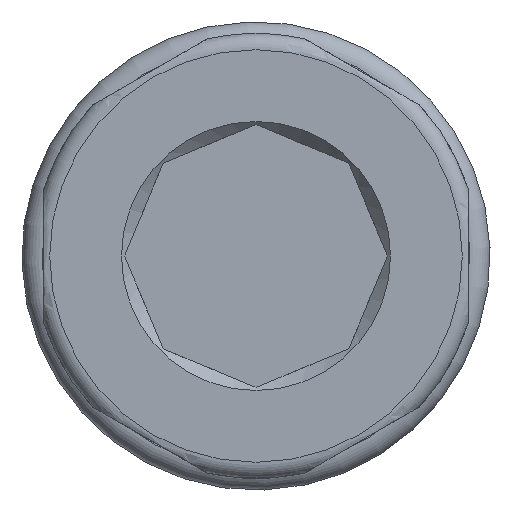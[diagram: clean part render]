
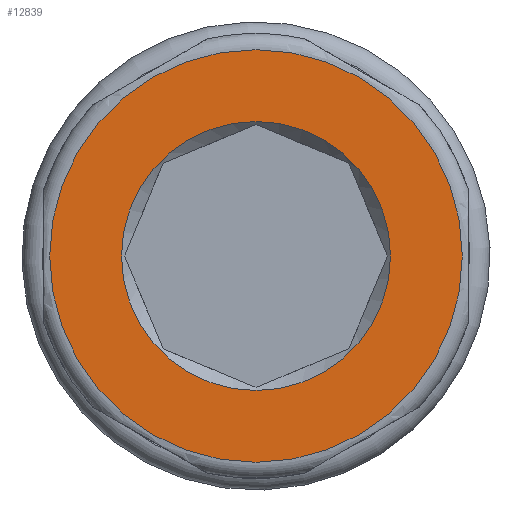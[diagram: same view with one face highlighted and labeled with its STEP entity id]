
A CAD part, left-side view. The second image highlights one B-rep face of the part: STEP entity #12839.
In plain terms, the highlighted planar face has unit normal (-1, 0, 0).
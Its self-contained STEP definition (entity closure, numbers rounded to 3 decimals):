
#427=PLANE('',#13652);
#691=FACE_BOUND('',#1515,.T.);
#786=FACE_OUTER_BOUND('',#1514,.T.);
#1514=EDGE_LOOP('',(#8531,#8532));
#1515=EDGE_LOOP('',(#8533));
#2301=CIRCLE('',#13651,6.65);
#2302=CIRCLE('',#13653,10.2);
#2303=CIRCLE('',#13654,10.2);
#5120=VERTEX_POINT('',#21747);
#5121=VERTEX_POINT('',#21751);
#5122=VERTEX_POINT('',#21752);
#6468=EDGE_CURVE('',#5120,#5120,#2301,.T.);
#6470=EDGE_CURVE('',#5121,#5122,#2302,.T.);
#6471=EDGE_CURVE('',#5122,#5121,#2303,.T.);
#8531=ORIENTED_EDGE('',*,*,#6470,.F.);
#8532=ORIENTED_EDGE('',*,*,#6471,.F.);
#8533=ORIENTED_EDGE('',*,*,#6468,.F.);
#12839=ADVANCED_FACE('',(#786,#691),#427,.T.);
#13651=AXIS2_PLACEMENT_3D('',#21748,#14443,#14444);
#13652=AXIS2_PLACEMENT_3D('',#21750,#14446,#14447);
#13653=AXIS2_PLACEMENT_3D('',#21753,#14448,#14449);
#13654=AXIS2_PLACEMENT_3D('',#21754,#14450,#14451);
#14443=DIRECTION('center_axis',(-1.,0.,0.));
#14444=DIRECTION('ref_axis',(0.,-1.,0.));
#14446=DIRECTION('center_axis',(-1.,0.,0.));
#14447=DIRECTION('ref_axis',(0.,0.,1.));
#14448=DIRECTION('center_axis',(1.,0.,0.));
#14449=DIRECTION('ref_axis',(0.,-1.,0.));
#14450=DIRECTION('center_axis',(1.,0.,0.));
#14451=DIRECTION('ref_axis',(0.,-1.,0.));
#21747=CARTESIAN_POINT('',(0.,6.65,0.));
#21748=CARTESIAN_POINT('Origin',(0.,0.,0.));
#21750=CARTESIAN_POINT('Origin',(0.,8.5,0.));
#21751=CARTESIAN_POINT('',(0.,10.2,0.));
#21752=CARTESIAN_POINT('',(0.,0.,10.2));
#21753=CARTESIAN_POINT('Origin',(0.,0.,0.));
#21754=CARTESIAN_POINT('Origin',(0.,0.,0.));
